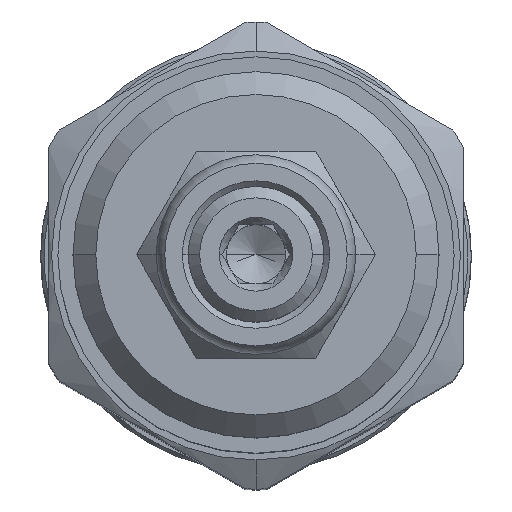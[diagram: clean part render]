
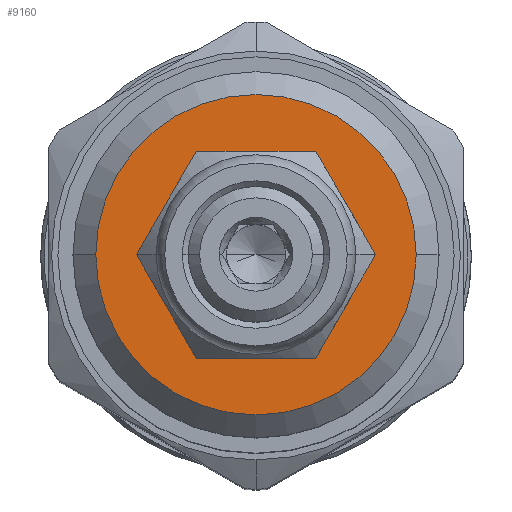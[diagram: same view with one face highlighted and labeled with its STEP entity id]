
A CAD part, top view. The second image highlights one B-rep face of the part: STEP entity #9160.
In plain terms, the highlighted planar face has unit normal (0, 0, 1).
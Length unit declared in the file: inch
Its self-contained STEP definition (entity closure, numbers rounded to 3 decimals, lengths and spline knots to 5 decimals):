
#4810=CARTESIAN_POINT('',(0.,0.,4.972));
#4811=DIRECTION('',(0.,0.,1.));
#4812=DIRECTION('',(-1.,0.,0.));
#4813=AXIS2_PLACEMENT_3D('',#4810,#4811,#4812);
#4815=CARTESIAN_POINT('',(0.,0.,4.972));
#4816=DIRECTION('',(0.,0.,1.));
#4817=DIRECTION('',(1.,0.,0.));
#4818=AXIS2_PLACEMENT_3D('',#4815,#4816,#4817);
#4820=CARTESIAN_POINT('',(0.,0.,4.972));
#4821=DIRECTION('',(0.,0.,1.));
#4822=DIRECTION('',(-1.,0.,0.));
#4823=AXIS2_PLACEMENT_3D('',#4820,#4821,#4822);
#4838=CARTESIAN_POINT('',(0.,0.,4.972));
#4839=DIRECTION('',(0.,0.,1.));
#4840=DIRECTION('',(1.,0.,0.));
#4841=AXIS2_PLACEMENT_3D('',#4838,#4839,#4840);
#8399=CARTESIAN_POINT('',(0.435,0.,4.972));
#8400=CARTESIAN_POINT('',(-0.435,0.,4.972));
#8401=VERTEX_POINT('',#8399);
#8402=VERTEX_POINT('',#8400);
#8661=CARTESIAN_POINT('',(-0.271,0.,4.972));
#8662=CARTESIAN_POINT('',(0.271,0.,4.972));
#8663=VERTEX_POINT('',#8661);
#8664=VERTEX_POINT('',#8662);
#9144=CARTESIAN_POINT('',(0.,0.,4.972));
#9145=DIRECTION('',(0.,0.,-1.));
#9146=DIRECTION('',(1.,0.,0.));
#9147=AXIS2_PLACEMENT_3D('',#9144,#9145,#9146);
#9148=PLANE('',#9147);
#9150=ORIENTED_EDGE('',*,*,#9149,.F.);
#9152=ORIENTED_EDGE('',*,*,#9151,.F.);
#9153=EDGE_LOOP('',(#9150,#9152));
#9154=FACE_OUTER_BOUND('',#9153,.F.);
#9155=ORIENTED_EDGE('',*,*,#9134,.T.);
#9157=ORIENTED_EDGE('',*,*,#9156,.T.);
#9158=EDGE_LOOP('',(#9155,#9157));
#9159=FACE_BOUND('',#9158,.F.);
#9160=ADVANCED_FACE('',(#9154,#9159),#9148,.F.);
#4814=CIRCLE('',#4813,0.271);
#4819=CIRCLE('',#4818,0.271);
#4824=CIRCLE('',#4823,0.435);
#4842=CIRCLE('',#4841,0.435);
#9134=EDGE_CURVE('',#8663,#8664,#4814,.T.);
#9149=EDGE_CURVE('',#8402,#8401,#4824,.T.);
#9151=EDGE_CURVE('',#8401,#8402,#4842,.T.);
#9156=EDGE_CURVE('',#8664,#8663,#4819,.T.);
